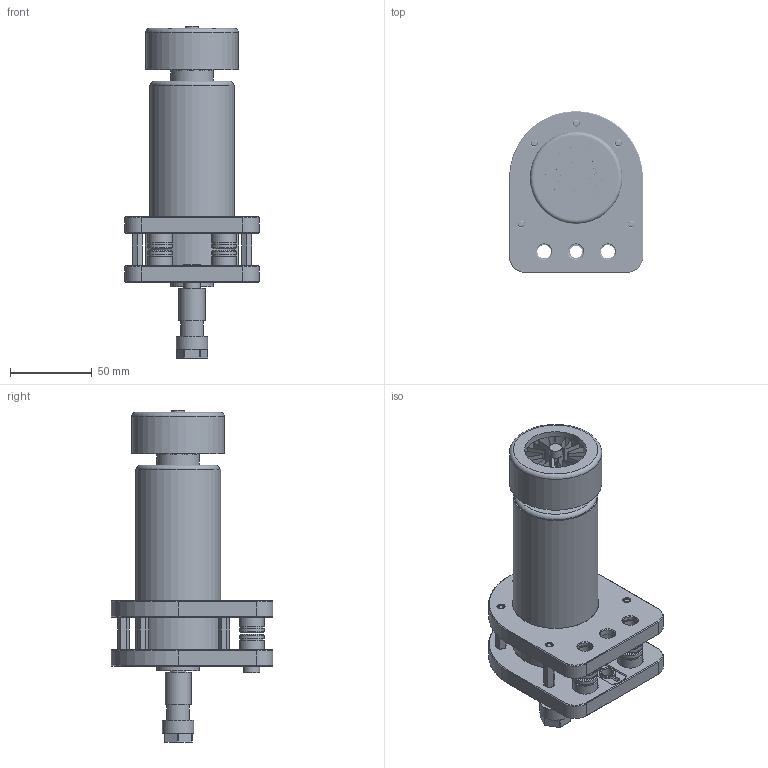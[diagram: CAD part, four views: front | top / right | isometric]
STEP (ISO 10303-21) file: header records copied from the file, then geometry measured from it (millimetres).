
FILE_DESCRIPTION(/* description */ (''),/* implementation_level */ '2;1');
FILE_NAME(/* name */ '3018 Spindle Housing, STOCK H40mm.step',/* time_stamp */ '2021-01-31T11:46:57+01:00',/* author */ (''),/* organization */ (''),/* preprocessor_version */ 'ST-DEVELOPER v18.1',/* originating_system */ 'Autodesk Translation Framework v9.7.1.1290',/* authorisation */ '');
FILE_SCHEMA (('AUTOMOTIVE_DESIGN { 1 0 10303 214 3 1 1 }'));
Length unit declared in the file: millimetre
Products named in the file (9): 3018 Spindle Housing, STOCK H40mm; Machifit ER11 500W Spindle; Spindle Mount Plate; Spindle Upper Plate; Linear Bearings; LM8S; Hex Standoffs, L20; Hex Standoff M5x20, Mc-C_93655A430; Genmitsu Lead Screw Nut T8
Assembly tree (15 placements, depth 3):
  3018 Spindle Housing, STOCK H40mm
    Machifit ER11 500W Spindle
    Spindle Mount Plate
    Spindle Upper Plate
    Linear Bearings
      LM8S  x4
    Hex Standoffs, L20
      Hex Standoff M5x20, Mc-C_93655A430  x5
    Genmitsu Lead Screw Nut T8
Bounding box: 82 x 99 x 203.08 mm (x, y, z)
Volume: 427826.7 mm3; surface area: 91381.6 mm2
Topology: 13 solids, 13 shells, 938 faces, 2420 edges, 1558 vertices
Faces by surface type: cylinder 564, plane 208, cone 131, bspline 30, torus 5
Full cylindrical faces by diameter (mm): 3 x5, 3.086 x5, 3.091 x125, 3.5 x4, 4 x120, 4.234 x20, 4.5 x4, 5.12 x15, 5.5 x5, 7.473 x1, 8 x1, 8.35 x4, 8.6 x8, 9 x10, 9.5 x1, 10 x4, 12.6 x8, 13.8 x1, 14.36 x8, 15 x16, 16 x1, 19.2 x1, 26 x3, 37.7 x1, 50.6 x2, 52 x3, 56.5 x1
Entity records: 31744 total; most frequent: CARTESIAN_POINT 18997, ORIENTED_EDGE 2742, DIRECTION 2393, EDGE_CURVE 1371, AXIS2_PLACEMENT_3D 925, VERTEX_POINT 877, EDGE_LOOP 620, LINE 543
